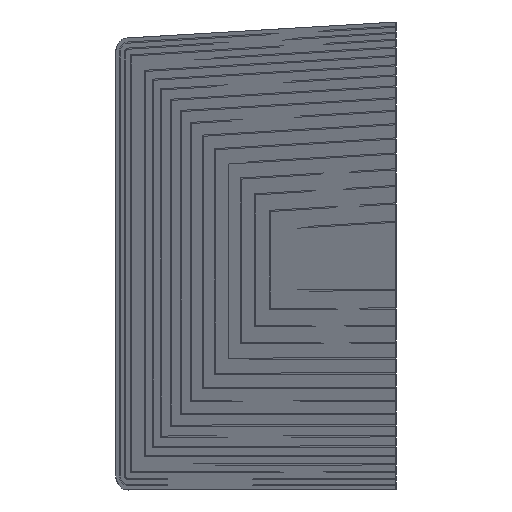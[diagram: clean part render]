
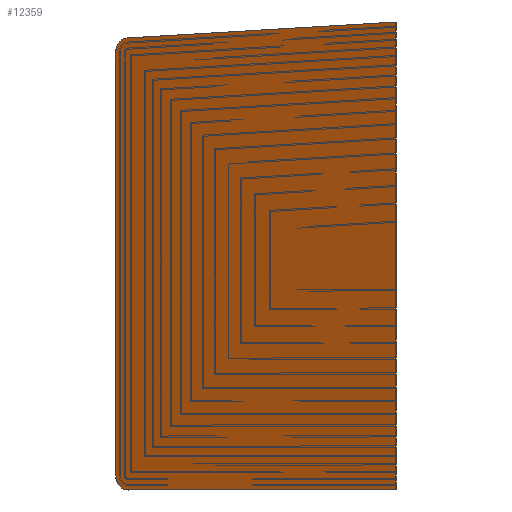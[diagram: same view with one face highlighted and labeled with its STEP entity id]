
A CAD part, top view. The second image highlights one B-rep face of the part: STEP entity #12359.
In plain terms, the highlighted planar face has unit normal (-0.526, 0, 0.851).
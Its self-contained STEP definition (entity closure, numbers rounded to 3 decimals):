
#12359 = ADVANCED_FACE('',(#12360),#12374,.T.);
#12360 = FACE_BOUND('',#12361,.T.);
#12361 = EDGE_LOOP('',(#12362,#12395,#12430,#12456,#12485,#12511));
#12362 = ORIENTED_EDGE('',*,*,#12363,.F.);
#12363 = EDGE_CURVE('',#12364,#12366,#12368,.T.);
#12364 = VERTEX_POINT('',#12365);
#12365 = CARTESIAN_POINT('',(11400.792,579.689,
    3183.676));
#12366 = VERTEX_POINT('',#12367);
#12367 = CARTESIAN_POINT('',(12061.501,618.171,
    3592.02));
#12368 = SURFACE_CURVE('',#12369,(#12373,#12384),.PCURVE_S1.);
#12369 = LINE('',#12370,#12371);
#12370 = CARTESIAN_POINT('',(6538.055,296.467,
    178.307));
#12371 = VECTOR('',#12372,1.);
#12372 = DIRECTION('',(0.85,0.049,0.525)
  );
#12373 = PCURVE('',#12374,#12379);
#12374 = PLANE('',#12375);
#12375 = AXIS2_PLACEMENT_3D('',#12376,#12377,#12378);
#12376 = CARTESIAN_POINT('',(11372.8,22.278,
    3166.376));
#12377 = DIRECTION('',(-0.526,0.,0.851)
  );
#12378 = DIRECTION('',(0.851,0.,0.526));
#12379 = DEFINITIONAL_REPRESENTATION('',(#12380),#12383);
#12380 = B_SPLINE_CURVE_WITH_KNOTS('',1,(#12381,#12382),.UNSPECIFIED.,
  .F.,.F.,(2,2),(5050.236,7201.092),
  .PIECEWISE_BEZIER_KNOTS.);
#12381 = CARTESIAN_POINT('',(-639.552,524.095));
#12382 = CARTESIAN_POINT('',(1508.669,630.528));
#12383 = ( GEOMETRIC_REPRESENTATION_CONTEXT(2) 
PARAMETRIC_REPRESENTATION_CONTEXT() REPRESENTATION_CONTEXT('2D SPACE',''
  ) );
#12384 = PCURVE('',#12385,#12390);
#12385 = PLANE('',#12386);
#12386 = AXIS2_PLACEMENT_3D('',#12387,#12388,#12389);
#12387 = CARTESIAN_POINT('',(4.895,-84.046,0.));
#12388 = DIRECTION('',(0.058,-0.998,0.));
#12389 = DIRECTION('',(0.,0.,-1.));
#12390 = DEFINITIONAL_REPRESENTATION('',(#12391),#12394);
#12391 = B_SPLINE_CURVE_WITH_KNOTS('',1,(#12392,#12393),.UNSPECIFIED.,
  .F.,.F.,(2,2),(5050.236,7201.092),
  .PIECEWISE_BEZIER_KNOTS.);
#12392 = CARTESIAN_POINT('',(-2830.141,10842.215));
#12393 = CARTESIAN_POINT('',(-3959.536,12672.692));
#12394 = ( GEOMETRIC_REPRESENTATION_CONTEXT(2) 
PARAMETRIC_REPRESENTATION_CONTEXT() REPRESENTATION_CONTEXT('2D SPACE',''
  ) );
#12395 = ORIENTED_EDGE('',*,*,#12396,.T.);
#12396 = EDGE_CURVE('',#12364,#12397,#12399,.T.);
#12397 = VERTEX_POINT('',#12398);
#12398 = CARTESIAN_POINT('',(11372.8,545.097,
    3166.376));
#12399 = SURFACE_CURVE('',#12400,(#12405,#12412),.PCURVE_S1.);
#12400 = ELLIPSE('',#12401,34.635,34.619);
#12401 = AXIS2_PLACEMENT_3D('',#12402,#12403,#12404);
#12402 = CARTESIAN_POINT('',(11402.249,545.097,
    3184.576));
#12403 = DIRECTION('',(-0.526,0.,0.851)
  );
#12404 = DIRECTION('',(0.,1.,0.));
#12405 = PCURVE('',#12374,#12406);
#12406 = DEFINITIONAL_REPRESENTATION('',(#12407),#12411);
#12407 = ELLIPSE('',#12408,34.635,34.619);
#12408 = AXIS2_PLACEMENT_2D('',#12409,#12410);
#12409 = CARTESIAN_POINT('',(34.619,522.819));
#12410 = DIRECTION('',(0.,1.));
#12411 = ( GEOMETRIC_REPRESENTATION_CONTEXT(2) 
PARAMETRIC_REPRESENTATION_CONTEXT() REPRESENTATION_CONTEXT('2D SPACE',''
  ) );
#12412 = PCURVE('',#12413,#12418);
#12413 = CYLINDRICAL_SURFACE('',#12414,34.619);
#12414 = AXIS2_PLACEMENT_3D('',#12415,#12416,#12417);
#12415 = CARTESIAN_POINT('',(10972.624,520.074,
    3879.716));
#12416 = DIRECTION('',(0.525,0.031,-0.85)
  );
#12417 = DIRECTION('',(-0.058,0.998,
    0.));
#12418 = DEFINITIONAL_REPRESENTATION('',(#12419),#12429);
#12419 = B_SPLINE_CURVE_WITH_KNOTS('',8,(#12420,#12421,#12422,#12423,
    #12424,#12425,#12426,#12427,#12428),.UNSPECIFIED.,.F.,.F.,(9,9),(
    0.049,1.571),.PIECEWISE_BEZIER_KNOTS.);
#12420 = CARTESIAN_POINT('',(0.,818.631));
#12421 = CARTESIAN_POINT('',(-0.19,818.621));
#12422 = CARTESIAN_POINT('',(-0.38,818.567));
#12423 = CARTESIAN_POINT('',(-0.57,818.47));
#12424 = CARTESIAN_POINT('',(-0.761,818.334));
#12425 = CARTESIAN_POINT('',(-0.951,818.166));
#12426 = CARTESIAN_POINT('',(-1.141,817.975));
#12427 = CARTESIAN_POINT('',(-1.331,817.774));
#12428 = CARTESIAN_POINT('',(-1.521,817.572));
#12429 = ( GEOMETRIC_REPRESENTATION_CONTEXT(2) 
PARAMETRIC_REPRESENTATION_CONTEXT() REPRESENTATION_CONTEXT('2D SPACE',''
  ) );
#12430 = ORIENTED_EDGE('',*,*,#12431,.F.);
#12431 = EDGE_CURVE('',#12432,#12397,#12434,.T.);
#12432 = VERTEX_POINT('',#12433);
#12433 = CARTESIAN_POINT('',(11372.8,-500.,3166.376)
  );
#12434 = SURFACE_CURVE('',#12435,(#12439,#12445),.PCURVE_S1.);
#12435 = LINE('',#12436,#12437);
#12436 = CARTESIAN_POINT('',(11372.8,11.139,
    3166.376));
#12437 = VECTOR('',#12438,1.);
#12438 = DIRECTION('',(0.,1.,0.));
#12439 = PCURVE('',#12374,#12440);
#12440 = DEFINITIONAL_REPRESENTATION('',(#12441),#12444);
#12441 = B_SPLINE_CURVE_WITH_KNOTS('',1,(#12442,#12443),.UNSPECIFIED.,
  .F.,.F.,(2,2),(-617.975,664.056),
  .PIECEWISE_BEZIER_KNOTS.);
#12442 = CARTESIAN_POINT('',(0.,-629.113));
#12443 = CARTESIAN_POINT('',(0.,652.917));
#12444 = ( GEOMETRIC_REPRESENTATION_CONTEXT(2) 
PARAMETRIC_REPRESENTATION_CONTEXT() REPRESENTATION_CONTEXT('2D SPACE',''
  ) );
#12445 = PCURVE('',#12446,#12451);
#12446 = PLANE('',#12447);
#12447 = AXIS2_PLACEMENT_3D('',#12448,#12449,#12450);
#12448 = CARTESIAN_POINT('',(9645.441,0.,5961.273));
#12449 = DIRECTION('',(0.851,0.,0.526));
#12450 = DIRECTION('',(0.,-1.,0.));
#12451 = DEFINITIONAL_REPRESENTATION('',(#12452),#12455);
#12452 = B_SPLINE_CURVE_WITH_KNOTS('',1,(#12453,#12454),.UNSPECIFIED.,
  .F.,.F.,(2,2),(-617.975,664.056),
  .PIECEWISE_BEZIER_KNOTS.);
#12453 = CARTESIAN_POINT('',(606.836,3285.609));
#12454 = CARTESIAN_POINT('',(-675.194,3285.609));
#12455 = ( GEOMETRIC_REPRESENTATION_CONTEXT(2) 
PARAMETRIC_REPRESENTATION_CONTEXT() REPRESENTATION_CONTEXT('2D SPACE',''
  ) );
#12456 = ORIENTED_EDGE('',*,*,#12457,.T.);
#12457 = EDGE_CURVE('',#12432,#12458,#12460,.T.);
#12458 = VERTEX_POINT('',#12459);
#12459 = CARTESIAN_POINT('',(11402.249,-534.619,
    3184.576));
#12460 = SURFACE_CURVE('',#12461,(#12466,#12473),.PCURVE_S1.);
#12461 = CIRCLE('',#12462,34.619);
#12462 = AXIS2_PLACEMENT_3D('',#12463,#12464,#12465);
#12463 = CARTESIAN_POINT('',(11402.249,-500.,3184.576
    ));
#12464 = DIRECTION('',(-0.526,0.,0.851));
#12465 = DIRECTION('',(-0.851,0.,-0.526));
#12466 = PCURVE('',#12374,#12467);
#12467 = DEFINITIONAL_REPRESENTATION('',(#12468),#12472);
#12468 = CIRCLE('',#12469,34.619);
#12469 = AXIS2_PLACEMENT_2D('',#12470,#12471);
#12470 = CARTESIAN_POINT('',(34.619,-522.278));
#12471 = DIRECTION('',(-1.,0.));
#12472 = ( GEOMETRIC_REPRESENTATION_CONTEXT(2) 
PARAMETRIC_REPRESENTATION_CONTEXT() REPRESENTATION_CONTEXT('2D SPACE',''
  ) );
#12473 = PCURVE('',#12474,#12479);
#12474 = CYLINDRICAL_SURFACE('',#12475,34.619);
#12475 = AXIS2_PLACEMENT_3D('',#12476,#12477,#12478);
#12476 = CARTESIAN_POINT('',(11814.028,-500.,2518.309
    ));
#12477 = DIRECTION('',(-0.526,0.,0.851));
#12478 = DIRECTION('',(-0.851,0.,-0.526));
#12479 = DEFINITIONAL_REPRESENTATION('',(#12480),#12484);
#12480 = LINE('',#12481,#12482);
#12481 = CARTESIAN_POINT('',(0.,783.245));
#12482 = VECTOR('',#12483,1.);
#12483 = DIRECTION('',(1.,0.));
#12484 = ( GEOMETRIC_REPRESENTATION_CONTEXT(2) 
PARAMETRIC_REPRESENTATION_CONTEXT() REPRESENTATION_CONTEXT('2D SPACE',''
  ) );
#12485 = ORIENTED_EDGE('',*,*,#12486,.F.);
#12486 = EDGE_CURVE('',#12487,#12458,#12489,.T.);
#12487 = VERTEX_POINT('',#12488);
#12488 = CARTESIAN_POINT('',(12061.501,-534.619,
    3592.02));
#12489 = SURFACE_CURVE('',#12490,(#12494,#12500),.PCURVE_S1.);
#12490 = LINE('',#12491,#12492);
#12491 = CARTESIAN_POINT('',(6550.08,-534.619,
    185.739));
#12492 = VECTOR('',#12493,1.);
#12493 = DIRECTION('',(-0.851,0.,-0.526));
#12494 = PCURVE('',#12374,#12495);
#12495 = DEFINITIONAL_REPRESENTATION('',(#12496),#12499);
#12496 = B_SPLINE_CURVE_WITH_KNOTS('',1,(#12497,#12498),.UNSPECIFIED.,
  .F.,.F.,(2,2),(-7177.973,-5031.678),
  .PIECEWISE_BEZIER_KNOTS.);
#12497 = CARTESIAN_POINT('',(1508.509,-556.896));
#12498 = CARTESIAN_POINT('',(-637.786,-556.896));
#12499 = ( GEOMETRIC_REPRESENTATION_CONTEXT(2) 
PARAMETRIC_REPRESENTATION_CONTEXT() REPRESENTATION_CONTEXT('2D SPACE',''
  ) );
#12500 = PCURVE('',#12501,#12506);
#12501 = PLANE('',#12502);
#12502 = AXIS2_PLACEMENT_3D('',#12503,#12504,#12505);
#12503 = CARTESIAN_POINT('',(0.,-534.619,0.));
#12504 = DIRECTION('',(0.,1.,0.));
#12505 = DIRECTION('',(1.,0.,-0.));
#12506 = DEFINITIONAL_REPRESENTATION('',(#12507),#12510);
#12507 = B_SPLINE_CURVE_WITH_KNOTS('',1,(#12508,#12509),.UNSPECIFIED.,
  .F.,.F.,(2,2),(-7177.973,-5031.678),
  .PIECEWISE_BEZIER_KNOTS.);
#12508 = CARTESIAN_POINT('',(12656.011,-3959.452));
#12509 = CARTESIAN_POINT('',(10830.269,-2831.069));
#12510 = ( GEOMETRIC_REPRESENTATION_CONTEXT(2) 
PARAMETRIC_REPRESENTATION_CONTEXT() REPRESENTATION_CONTEXT('2D SPACE',''
  ) );
#12511 = ORIENTED_EDGE('',*,*,#12512,.T.);
#12512 = EDGE_CURVE('',#12487,#12366,#12513,.T.);
#12513 = SURFACE_CURVE('',#12514,(#12518,#12524),.PCURVE_S1.);
#12514 = LINE('',#12515,#12516);
#12515 = CARTESIAN_POINT('',(12061.501,-11.461,
    3592.02));
#12516 = VECTOR('',#12517,1.);
#12517 = DIRECTION('',(0.,1.,0.));
#12518 = PCURVE('',#12374,#12519);
#12519 = DEFINITIONAL_REPRESENTATION('',(#12520),#12523);
#12520 = B_SPLINE_CURVE_WITH_KNOTS('',1,(#12521,#12522),.UNSPECIFIED.,
  .F.,.F.,(2,2),(-641.013,773.253),
  .PIECEWISE_BEZIER_KNOTS.);
#12521 = CARTESIAN_POINT('',(809.619,-674.752));
#12522 = CARTESIAN_POINT('',(809.619,739.514));
#12523 = ( GEOMETRIC_REPRESENTATION_CONTEXT(2) 
PARAMETRIC_REPRESENTATION_CONTEXT() REPRESENTATION_CONTEXT('2D SPACE',''
  ) );
#12524 = PCURVE('',#12525,#12530);
#12525 = PLANE('',#12526);
#12526 = AXIS2_PLACEMENT_3D('',#12527,#12528,#12529);
#12527 = CARTESIAN_POINT('',(8612.554,-45.2,
    9172.476));
#12528 = DIRECTION('',(0.851,0.,0.526));
#12529 = DIRECTION('',(0.,-1.,0.));
#12530 = DEFINITIONAL_REPRESENTATION('',(#12531),#12534);
#12531 = B_SPLINE_CURVE_WITH_KNOTS('',1,(#12532,#12533),.UNSPECIFIED.,
  .F.,.F.,(2,2),(-641.013,773.253),
  .PIECEWISE_BEZIER_KNOTS.);
#12532 = CARTESIAN_POINT('',(607.274,6560.238));
#12533 = CARTESIAN_POINT('',(-806.992,6560.238));
#12534 = ( GEOMETRIC_REPRESENTATION_CONTEXT(2) 
PARAMETRIC_REPRESENTATION_CONTEXT() REPRESENTATION_CONTEXT('2D SPACE',''
  ) );
